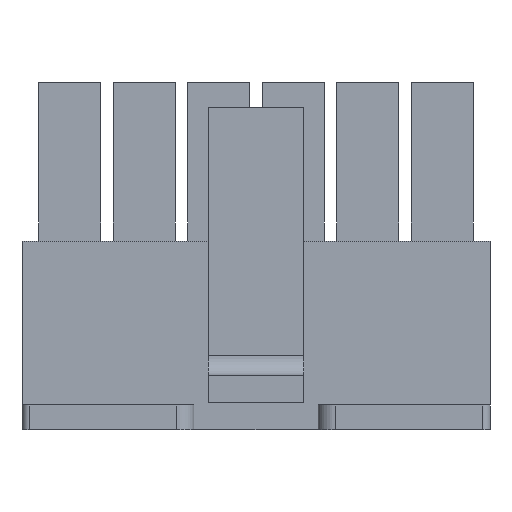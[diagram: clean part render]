
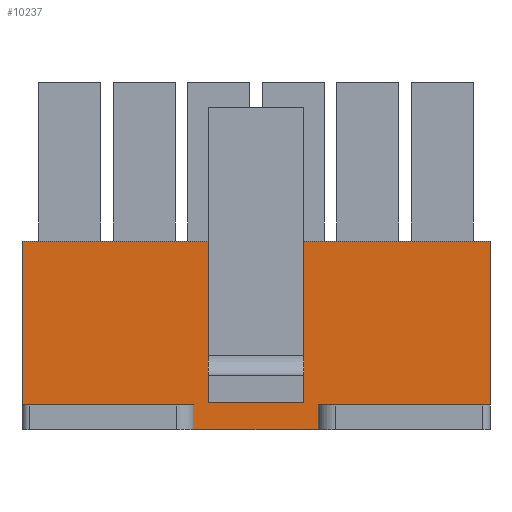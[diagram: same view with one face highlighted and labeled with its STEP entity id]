
A CAD part, left-side view. The second image highlights one B-rep face of the part: STEP entity #10237.
In plain terms, the highlighted planar face has unit normal (-1, 0, 0).
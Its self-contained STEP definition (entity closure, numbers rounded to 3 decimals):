
#1313=ORIENTED_EDGE('',*,*,#2995,.T.);
#1314=ORIENTED_EDGE('',*,*,#3957,.T.);
#1315=ORIENTED_EDGE('',*,*,#3958,.T.);
#1316=ORIENTED_EDGE('',*,*,#3959,.F.);
#1317=ORIENTED_EDGE('',*,*,#3960,.T.);
#1318=ORIENTED_EDGE('',*,*,#3961,.T.);
#1319=ORIENTED_EDGE('',*,*,#3962,.T.);
#1320=ORIENTED_EDGE('',*,*,#3963,.F.);
#1321=ORIENTED_EDGE('',*,*,#3008,.F.);
#1322=ORIENTED_EDGE('',*,*,#3964,.F.);
#1323=ORIENTED_EDGE('',*,*,#3002,.T.);
#1324=ORIENTED_EDGE('',*,*,#3965,.F.);
#1325=ORIENTED_EDGE('',*,*,#3966,.T.);
#1326=ORIENTED_EDGE('',*,*,#3967,.T.);
#1327=ORIENTED_EDGE('',*,*,#3968,.F.);
#1328=ORIENTED_EDGE('',*,*,#3969,.T.);
#2995=EDGE_CURVE('',#4458,#4462,#5398,.T.);
#3002=EDGE_CURVE('',#4466,#4468,#5403,.T.);
#3008=EDGE_CURVE('',#4473,#4474,#5409,.T.);
#3957=EDGE_CURVE('',#4462,#5206,#6358,.T.);
#3958=EDGE_CURVE('',#5206,#5207,#6359,.T.);
#3959=EDGE_CURVE('',#5208,#5207,#6360,.T.);
#3960=EDGE_CURVE('',#5208,#5209,#6361,.T.);
#3961=EDGE_CURVE('',#5209,#5210,#6362,.T.);
#3962=EDGE_CURVE('',#5210,#5211,#6363,.T.);
#3963=EDGE_CURVE('',#4458,#5211,#6364,.T.);
#3964=EDGE_CURVE('',#4466,#4473,#6365,.T.);
#3965=EDGE_CURVE('',#4474,#4468,#6366,.T.);
#3966=EDGE_CURVE('',#5212,#5213,#6367,.T.);
#3967=EDGE_CURVE('',#5213,#5214,#6368,.T.);
#3968=EDGE_CURVE('',#5215,#5214,#6369,.T.);
#3969=EDGE_CURVE('',#5215,#5212,#6370,.T.);
#4458=VERTEX_POINT('',#13795);
#4462=VERTEX_POINT('',#13803);
#4466=VERTEX_POINT('',#13814);
#4468=VERTEX_POINT('',#13818);
#4473=VERTEX_POINT('',#13831);
#4474=VERTEX_POINT('',#13833);
#5206=VERTEX_POINT('',#15707);
#5207=VERTEX_POINT('',#15709);
#5208=VERTEX_POINT('',#15711);
#5209=VERTEX_POINT('',#15713);
#5210=VERTEX_POINT('',#15715);
#5211=VERTEX_POINT('',#15717);
#5212=VERTEX_POINT('',#15722);
#5213=VERTEX_POINT('',#15723);
#5214=VERTEX_POINT('',#15725);
#5215=VERTEX_POINT('',#15727);
#5398=LINE('',#13804,#6843);
#5403=LINE('',#13819,#6848);
#5409=LINE('',#13832,#6854);
#6358=LINE('',#15706,#7803);
#6359=LINE('',#15708,#7804);
#6360=LINE('',#15710,#7805);
#6361=LINE('',#15712,#7806);
#6362=LINE('',#15714,#7807);
#6363=LINE('',#15716,#7808);
#6364=LINE('',#15718,#7809);
#6365=LINE('',#15719,#7810);
#6366=LINE('',#15720,#7811);
#6367=LINE('',#15721,#7812);
#6368=LINE('',#15724,#7813);
#6369=LINE('',#15726,#7814);
#6370=LINE('',#15728,#7815);
#6843=VECTOR('',#11199,1000.);
#6848=VECTOR('',#11212,1000.);
#6854=VECTOR('',#11222,1000.);
#7803=VECTOR('',#12557,1000.);
#7804=VECTOR('',#12558,1000.);
#7805=VECTOR('',#12559,1000.);
#7806=VECTOR('',#12560,1000.);
#7807=VECTOR('',#12561,1000.);
#7808=VECTOR('',#12562,1000.);
#7809=VECTOR('',#12563,1000.);
#7810=VECTOR('',#12564,1000.);
#7811=VECTOR('',#12565,1000.);
#7812=VECTOR('',#12566,1000.);
#7813=VECTOR('',#12567,1000.);
#7814=VECTOR('',#12568,1000.);
#7815=VECTOR('',#12569,1000.);
#8506=EDGE_LOOP('',(#1313,#1314,#1315,#1316,#1317,#1318,#1319,#1320));
#8507=EDGE_LOOP('',(#1321,#1322,#1323,#1324));
#8508=EDGE_LOOP('',(#1325,#1326,#1327,#1328));
#9111=FACE_BOUND('',#8506,.T.);
#9112=FACE_BOUND('',#8507,.T.);
#9113=FACE_BOUND('',#8508,.T.);
#9691=PLANE('',#10811);
#10237=ADVANCED_FACE('',(#9111,#9112,#9113),#9691,.T.);
#10811=AXIS2_PLACEMENT_3D('',#15705,#12555,#12556);
#11199=DIRECTION('',(0.,-1.,0.));
#11212=DIRECTION('',(0.,-1.,0.));
#11222=DIRECTION('',(0.,-1.,0.));
#12555=DIRECTION('',(-1.,0.,0.));
#12556=DIRECTION('',(0.,0.,1.));
#12557=DIRECTION('',(0.,0.,-1.));
#12558=DIRECTION('',(0.,-1.,0.));
#12559=DIRECTION('',(0.,0.,-1.));
#12560=DIRECTION('',(0.,-1.,0.));
#12561=DIRECTION('',(0.,0.,1.));
#12562=DIRECTION('',(0.,1.,0.));
#12563=DIRECTION('',(0.,0.,1.));
#12564=DIRECTION('',(0.,0.,-1.));
#12565=DIRECTION('',(0.,0.,1.));
#12566=DIRECTION('',(0.,-1.,0.));
#12567=DIRECTION('',(0.,0.,-1.));
#12568=DIRECTION('',(0.,-1.,0.));
#12569=DIRECTION('',(0.,0.,1.));
#13795=CARTESIAN_POINT('',(-3.815,9.425,-2.8));
#13803=CARTESIAN_POINT('',(-3.815,2.5,-2.8));
#13804=CARTESIAN_POINT('',(-3.815,9.425,-2.8));
#13814=CARTESIAN_POINT('',(-3.815,-1.075,3.68));
#13818=CARTESIAN_POINT('',(-3.815,-1.925,3.68));
#13819=CARTESIAN_POINT('',(-3.815,1.925,3.68));
#13831=CARTESIAN_POINT('',(-3.815,-1.075,2.03));
#13832=CARTESIAN_POINT('',(-3.815,1.925,2.03));
#13833=CARTESIAN_POINT('',(-3.815,-1.925,2.03));
#15705=CARTESIAN_POINT('',(-3.815,-9.425,-3.8));
#15706=CARTESIAN_POINT('',(-3.815,2.5,-1.516));
#15707=CARTESIAN_POINT('',(-3.815,2.5,-3.8));
#15708=CARTESIAN_POINT('',(-3.815,2.5,-3.8));
#15709=CARTESIAN_POINT('',(-3.815,-2.5,-3.8));
#15710=CARTESIAN_POINT('',(-3.815,-2.5,-1.516));
#15711=CARTESIAN_POINT('',(-3.815,-2.5,-2.8));
#15712=CARTESIAN_POINT('',(-3.815,9.425,-2.8));
#15713=CARTESIAN_POINT('',(-3.815,-9.425,-2.8));
#15714=CARTESIAN_POINT('',(-3.815,-9.425,-3.8));
#15715=CARTESIAN_POINT('',(-3.815,-9.425,3.8));
#15716=CARTESIAN_POINT('',(-3.815,-9.425,3.8));
#15717=CARTESIAN_POINT('',(-3.815,9.425,3.8));
#15718=CARTESIAN_POINT('',(-3.815,9.425,-3.8));
#15719=CARTESIAN_POINT('',(-3.815,-1.075,6.9));
#15720=CARTESIAN_POINT('',(-3.815,-1.925,3.68));
#15721=CARTESIAN_POINT('',(-3.815,1.925,3.68));
#15722=CARTESIAN_POINT('',(-3.815,1.925,3.68));
#15723=CARTESIAN_POINT('',(-3.815,1.075,3.68));
#15724=CARTESIAN_POINT('',(-3.815,1.075,6.9));
#15725=CARTESIAN_POINT('',(-3.815,1.075,2.03));
#15726=CARTESIAN_POINT('',(-3.815,1.925,2.03));
#15727=CARTESIAN_POINT('',(-3.815,1.925,2.03));
#15728=CARTESIAN_POINT('',(-3.815,1.925,3.68));
